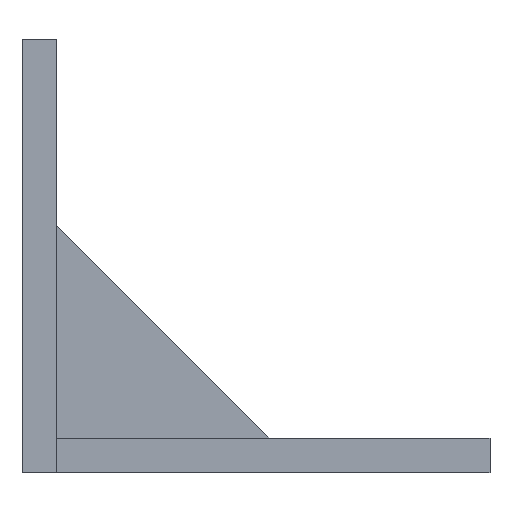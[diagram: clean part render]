
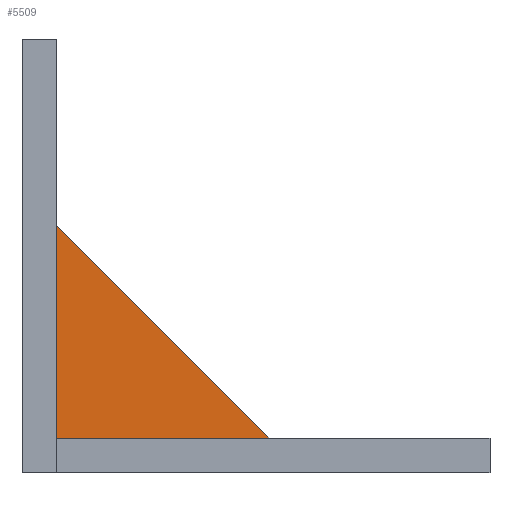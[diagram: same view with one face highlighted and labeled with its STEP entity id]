
A CAD part, left-side view. The second image highlights one B-rep face of the part: STEP entity #5509.
In plain terms, the highlighted planar face has unit normal (-1, 0, 0).
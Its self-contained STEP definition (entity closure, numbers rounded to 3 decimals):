
#203 = VERTEX_POINT ( 'NONE', #10069 ) ;
#467 = VERTEX_POINT ( 'NONE', #4715 ) ;
#1408 = EDGE_LOOP ( 'NONE', ( #12413, #11844, #1714 ) ) ;
#1537 = DIRECTION ( 'NONE',  ( 0., -1., 0. ) ) ;
#1714 = ORIENTED_EDGE ( 'NONE', *, *, #4299, .F. ) ;
#1882 = DIRECTION ( 'NONE',  ( 0., 0., 1. ) ) ;
#3140 = VERTEX_POINT ( 'NONE', #9756 ) ;
#3262 = CARTESIAN_POINT ( 'NONE',  ( -62.682, -5.682, 58. ) ) ;
#3631 = EDGE_CURVE ( 'NONE', #467, #203, #10486, .T. ) ;
#3866 = EDGE_CURVE ( 'NONE', #3140, #467, #7358, .T. ) ;
#4212 = PLANE ( 'NONE',  #10386 ) ;
#4299 = EDGE_CURVE ( 'NONE', #203, #3140, #11027, .T. ) ;
#4410 = FACE_OUTER_BOUND ( 'NONE', #1408, .T. ) ;
#4663 = VECTOR ( 'NONE', #5371, 1000. ) ;
#4715 = CARTESIAN_POINT ( 'NONE',  ( -62.682, -5.682, 58. ) ) ;
#5251 = CARTESIAN_POINT ( 'NONE',  ( -62.682, -5.682, 58. ) ) ;
#5307 = DIRECTION ( 'NONE',  ( -1., 0., 0. ) ) ;
#5371 = DIRECTION ( 'NONE',  ( 0., -0.707, -0.707 ) ) ;
#5449 = DIRECTION ( 'NONE',  ( 0., 1., 0. ) ) ;
#5509 = ADVANCED_FACE ( 'NONE', ( #4410 ), #4212, .T. ) ;
#6665 = CARTESIAN_POINT ( 'NONE',  ( -62.682, -5.682, 107. ) ) ;
#7358 = LINE ( 'NONE', #5251, #12592 ) ;
#9756 = CARTESIAN_POINT ( 'NONE',  ( -62.682, -54.682, 58. ) ) ;
#10069 = CARTESIAN_POINT ( 'NONE',  ( -62.682, -5.682, 107. ) ) ;
#10262 = CARTESIAN_POINT ( 'NONE',  ( -62.682, -54.682, 58. ) ) ;
#10386 = AXIS2_PLACEMENT_3D ( 'NONE', #3262, #5307, #1537 ) ;
#10486 = LINE ( 'NONE', #6665, #11551 ) ;
#11027 = LINE ( 'NONE', #10262, #4663 ) ;
#11551 = VECTOR ( 'NONE', #1882, 1000. ) ;
#11844 = ORIENTED_EDGE ( 'NONE', *, *, #3866, .F. ) ;
#12413 = ORIENTED_EDGE ( 'NONE', *, *, #3631, .F. ) ;
#12592 = VECTOR ( 'NONE', #5449, 1000. ) ;
